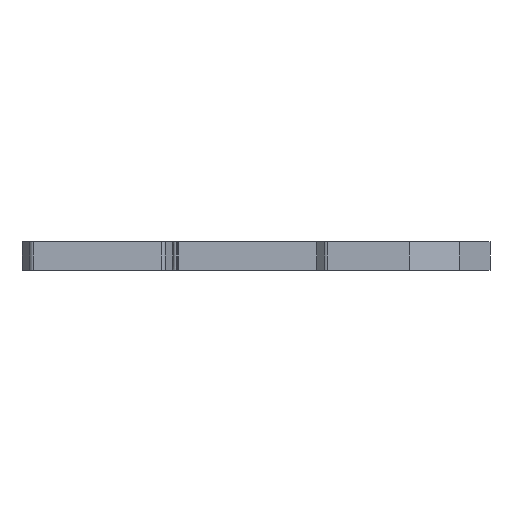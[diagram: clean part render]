
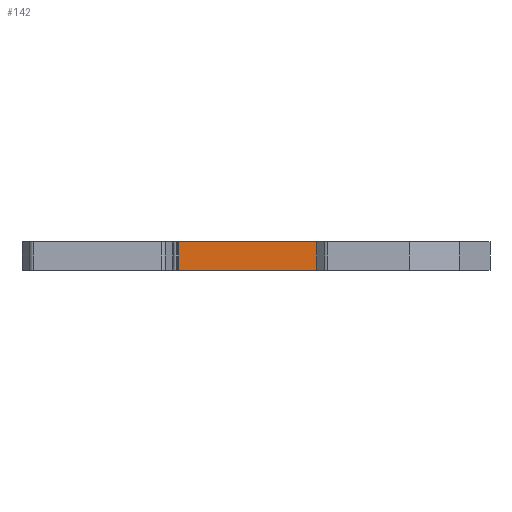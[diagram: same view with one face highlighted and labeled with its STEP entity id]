
A CAD part, front view. The second image highlights one B-rep face of the part: STEP entity #142.
In plain terms, the highlighted planar face has unit normal (0, -1, 0).
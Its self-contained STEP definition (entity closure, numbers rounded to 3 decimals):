
#142=ADVANCED_FACE('',(#422),#423,.T.);
#422=FACE_OUTER_BOUND('',#848,.T.);
#423=PLANE('',#849);
#848=EDGE_LOOP('',(#1775,#1776,#1777,#1778));
#849=AXIS2_PLACEMENT_3D('',#1779,#1780,#1781);
#1775=ORIENTED_EDGE('',*,*,#3355,.T.);
#1776=ORIENTED_EDGE('',*,*,#3356,.T.);
#1777=ORIENTED_EDGE('',*,*,#3357,.F.);
#1778=ORIENTED_EDGE('',*,*,#3165,.F.);
#1779=CARTESIAN_POINT('',(-18.486,-34.082,6.2));
#1780=DIRECTION('',(0.0,-1.0,0.0));
#1781=DIRECTION('',(0.0,0.0,-1.0));
#3165=EDGE_CURVE('',#3848,#3850,#3851,.T.);
#3355=EDGE_CURVE('',#3848,#4167,#4169,.T.);
#3356=EDGE_CURVE('',#4167,#4170,#4171,.T.);
#3357=EDGE_CURVE('',#3850,#4170,#4172,.T.);
#3848=VERTEX_POINT('',#4888);
#3850=VERTEX_POINT('',#4891);
#3851=LINE('',#4892,#4893);
#4167=VERTEX_POINT('',#5423);
#4169=LINE('',#5426,#5427);
#4170=VERTEX_POINT('',#5428);
#4171=LINE('',#5429,#5430);
#4172=LINE('',#5431,#5432);
#4888=CARTESIAN_POINT('',(-18.486,-34.082,6.2));
#4891=CARTESIAN_POINT('',(14.114,-34.082,6.2));
#4892=CARTESIAN_POINT('',(-18.486,-34.082,6.2));
#4893=VECTOR('',#6440,32.6);
#5423=CARTESIAN_POINT('',(-18.486,-34.082,0.0));
#5426=CARTESIAN_POINT('',(-18.486,-34.082,6.2));
#5427=VECTOR('',#6673,6.2);
#5428=CARTESIAN_POINT('',(14.114,-34.082,0.0));
#5429=CARTESIAN_POINT('',(-18.486,-34.082,0.0));
#5430=VECTOR('',#6674,32.6);
#5431=CARTESIAN_POINT('',(14.114,-34.082,6.2));
#5432=VECTOR('',#6675,6.2);
#6440=DIRECTION('',(1.0,0.0,0.0));
#6673=DIRECTION('',(0.0,0.0,-1.0));
#6674=DIRECTION('',(1.0,0.0,0.0));
#6675=DIRECTION('',(0.0,0.0,-1.0));
